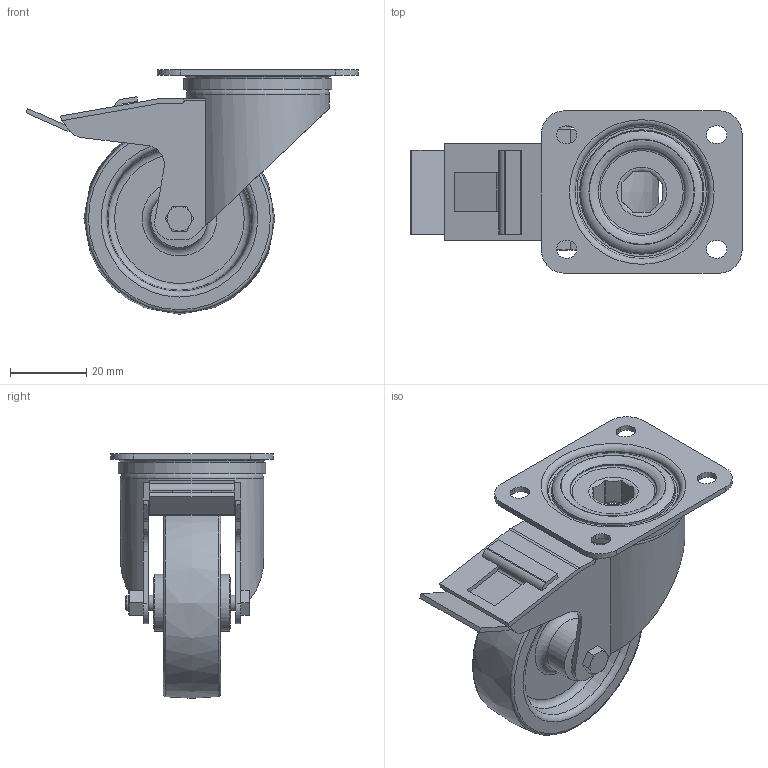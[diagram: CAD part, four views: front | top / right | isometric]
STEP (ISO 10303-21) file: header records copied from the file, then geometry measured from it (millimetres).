
FILE_DESCRIPTION(/* description */ (''),/* implementation_level */ '2;1');
FILE_NAME(/* name */ '2 INCHES CASTER WHEEL.stp',/* time_stamp */ '2022-11-16T11:24:24+08:00',/* author */ ('DESIGNER PC-1'),/* organization */ (''),/* preprocessor_version */ 'ST-DEVELOPER v16.1',/* originating_system */ 'Autodesk Inventor 2016',/* authorisation */ '');
FILE_SCHEMA (('AUTOMOTIVE_DESIGN { 1 0 10303 214 3 1 1 }'));
Length unit declared in the file: millimetre
Products named in the file (1): 2 INCHES WITH LOCK METAL
Bounding box: 86.9 x 42.5 x 64 mm (x, y, z)
Volume: 32024 mm3; surface area: 23893.1 mm2
Topology: 2 solids, 2 shells, 212 faces, 522 edges, 339 vertices
Faces by surface type: plane 114, cylinder 62, torus 23, cone 12, bspline 1
Full cylindrical faces by diameter (mm): 4 x2, 4.15 x2, 6 x3, 6.155 x2, 10 x2, 15 x2, 16.334 x1, 20.334 x1, 22.7 x1, 25.334 x1, 28.334 x1, 32.072 x1, 34.872 x1, 35 x1, 37.5 x1, 38.7 x1
Entity records: 6764 total; most frequent: CARTESIAN_POINT 1676, DIRECTION 998, ORIENTED_EDGE 930, EDGE_CURVE 465, AXIS2_PLACEMENT_3D 372, VERTEX_POINT 334, EDGE_LOOP 305, LINE 254
